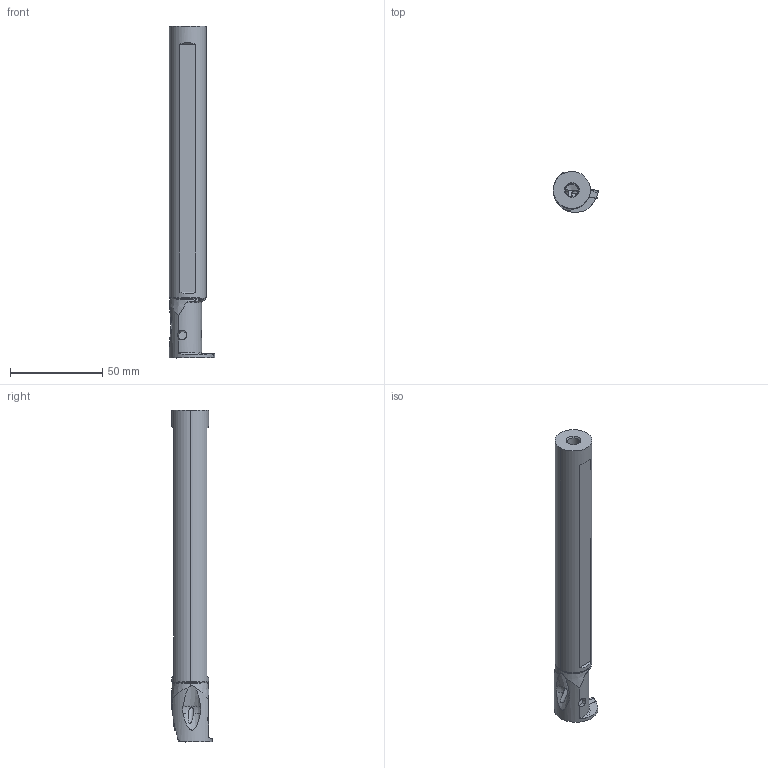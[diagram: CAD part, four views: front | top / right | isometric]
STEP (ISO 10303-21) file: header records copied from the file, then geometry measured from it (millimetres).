
FILE_DESCRIPTION(/* description */ (''),/* implementation_level */ '2;1');
FILE_NAME(/* name */ 'GYAL20Q90A-E06_CW2_39_MR0_2.stp',/* time_stamp */ '2023-02-27T12:28:54+09:00',/* author */ (''),/* organization */ (''),/* preprocessor_version */ 'ST-DEVELOPER v16',/* originating_system */ 'SIEMENS PLM Software NX 10.0',/* authorisation */ '');
FILE_SCHEMA (('AUTOMOTIVE_DESIGN { 1 0 10303 214 3 1 1 1 }'));
Length unit declared in the file: millimetre
Products named in the file (1): GYAL20Q90A-E06_CW2_39_MR0_2_ASM
Bounding box: 24.5 x 21.88 x 179.94 mm (x, y, z)
Volume: 46651.7 mm3; surface area: 16169.1 mm2
Topology: 2 solids, 2 shells, 140 faces, 438 edges, 328 vertices
Faces by surface type: cylinder 51, plane 48, cone 15, bspline 11, torus 7, extrusion 6, sphere 2
Entity records: 6467 total; most frequent: CARTESIAN_POINT 2635, ORIENTED_EDGE 812, DIRECTION 695, EDGE_CURVE 406, VERTEX_POINT 271, AXIS2_PLACEMENT_3D 257, VECTOR 181, LINE 175
